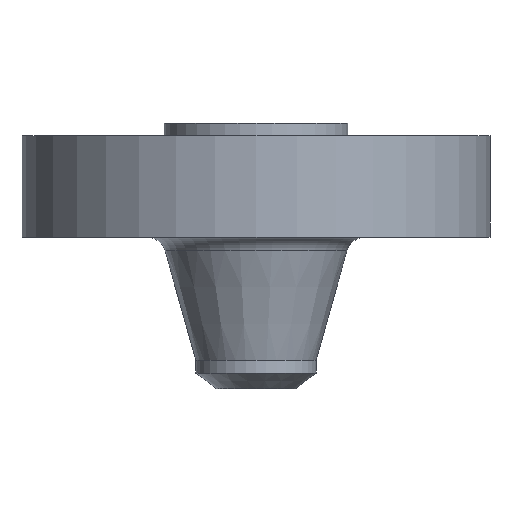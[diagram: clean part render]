
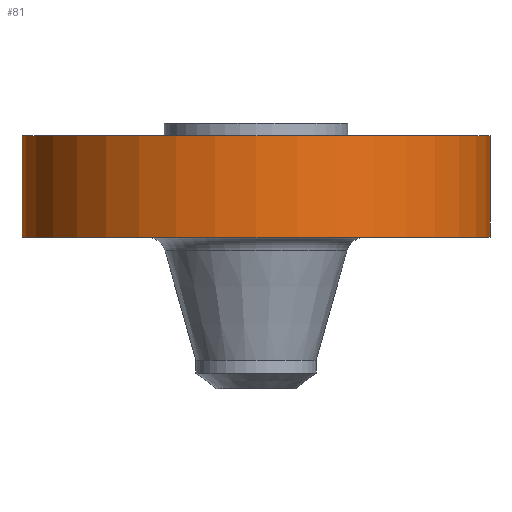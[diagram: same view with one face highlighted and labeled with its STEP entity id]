
A CAD part, front view. The second image highlights one B-rep face of the part: STEP entity #81.
In plain terms, the highlighted cylindrical face has radius 117.475 mm (diameter 234.95 mm), a partial arc.
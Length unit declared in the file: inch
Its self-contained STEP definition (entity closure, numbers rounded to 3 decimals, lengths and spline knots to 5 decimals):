
#18 = LINE ( 'NONE', #538, #197 ) ;
#47 = EDGE_LOOP ( 'NONE', ( #950, #751, #774, #512 ) ) ;
#81 = ADVANCED_FACE ( 'NONE', ( #1111 ), #303, .T. ) ;
#90 = LINE ( 'NONE', #334, #561 ) ;
#106 = DIRECTION ( 'NONE',  ( 0., 0., 1. ) ) ;
#126 = EDGE_CURVE ( 'NONE', #759, #693, #309, .T. ) ;
#134 = DIRECTION ( 'NONE',  ( 0., 0., 1. ) ) ;
#197 = VECTOR ( 'NONE', #106, 39.37008 ) ;
#237 = EDGE_CURVE ( 'NONE', #759, #960, #18, .T. ) ;
#239 = CARTESIAN_POINT ( 'NONE',  ( 0., 0., -2.25 ) ) ;
#271 = CIRCLE ( 'NONE', #919, 4.625 ) ;
#303 = CYLINDRICAL_SURFACE ( 'NONE', #1061, 4.625 ) ;
#309 = CIRCLE ( 'NONE', #727, 4.625 ) ;
#334 = CARTESIAN_POINT ( 'NONE',  ( 4.625, 0., 0. ) ) ;
#456 = EDGE_CURVE ( 'NONE', #960, #696, #271, .T. ) ;
#512 = ORIENTED_EDGE ( 'NONE', *, *, #456, .F. ) ;
#538 = CARTESIAN_POINT ( 'NONE',  ( -4.625, 0., 0. ) ) ;
#561 = VECTOR ( 'NONE', #697, 39.37008 ) ;
#578 = CARTESIAN_POINT ( 'NONE',  ( 0., 0., 0. ) ) ;
#584 = EDGE_CURVE ( 'NONE', #693, #696, #90, .T. ) ;
#589 = DIRECTION ( 'NONE',  ( 1., 0., 0. ) ) ;
#604 = DIRECTION ( 'NONE',  ( 0., 0., 1. ) ) ;
#667 = CARTESIAN_POINT ( 'NONE',  ( 4.625, 0., -2.25 ) ) ;
#688 = CARTESIAN_POINT ( 'NONE',  ( 0., 0., -0.25 ) ) ;
#693 = VERTEX_POINT ( 'NONE', #667 ) ;
#696 = VERTEX_POINT ( 'NONE', #1107 ) ;
#697 = DIRECTION ( 'NONE',  ( 0., 0., 1. ) ) ;
#727 = AXIS2_PLACEMENT_3D ( 'NONE', #239, #878, #885 ) ;
#751 = ORIENTED_EDGE ( 'NONE', *, *, #126, .T. ) ;
#754 = CARTESIAN_POINT ( 'NONE',  ( -4.625, 0., -2.25 ) ) ;
#759 = VERTEX_POINT ( 'NONE', #754 ) ;
#774 = ORIENTED_EDGE ( 'NONE', *, *, #584, .T. ) ;
#807 = CARTESIAN_POINT ( 'NONE',  ( -4.625, 0., -0.25 ) ) ;
#878 = DIRECTION ( 'NONE',  ( 0., 0., 1. ) ) ;
#885 = DIRECTION ( 'NONE',  ( 1., 0., 0. ) ) ;
#919 = AXIS2_PLACEMENT_3D ( 'NONE', #688, #604, #961 ) ;
#950 = ORIENTED_EDGE ( 'NONE', *, *, #237, .F. ) ;
#960 = VERTEX_POINT ( 'NONE', #807 ) ;
#961 = DIRECTION ( 'NONE',  ( 1., 0., 0. ) ) ;
#1061 = AXIS2_PLACEMENT_3D ( 'NONE', #578, #134, #589 ) ;
#1107 = CARTESIAN_POINT ( 'NONE',  ( 4.625, 0., -0.25 ) ) ;
#1111 = FACE_OUTER_BOUND ( 'NONE', #47, .T. ) ;
